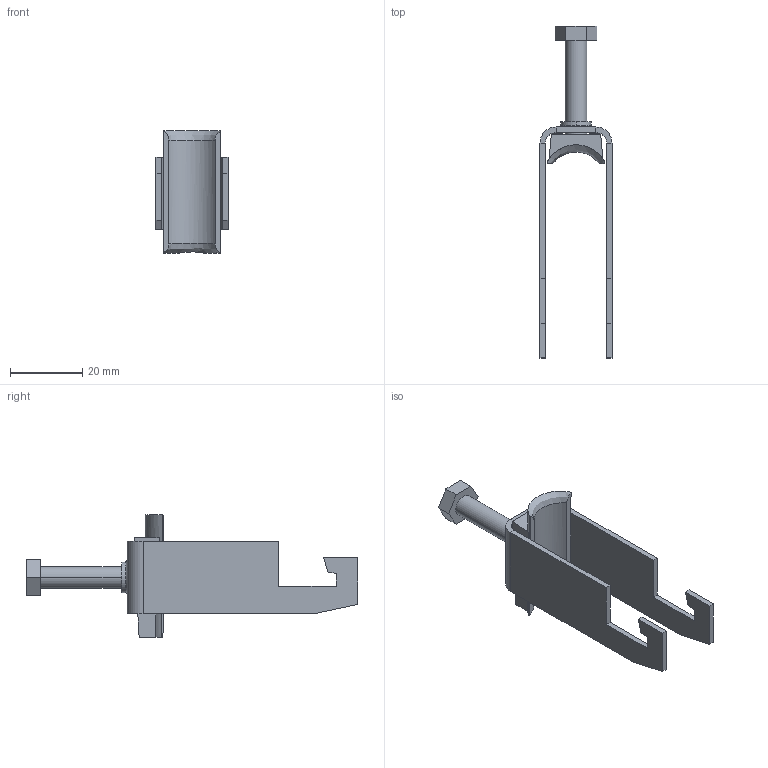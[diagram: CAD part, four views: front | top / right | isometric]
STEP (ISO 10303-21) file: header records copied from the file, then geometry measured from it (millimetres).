
FILE_DESCRIPTION (( 'STEP AP214' ), '1' );
FILE_NAME ('1176161.stp', '2019-11-27T08:16:48', ( '' ), ( '' ), 'SwSTEP 2.0', 'SolidWorks 2018', '' );
FILE_SCHEMA (( 'AUTOMOTIVE_DESIGN' ));
Length unit declared in the file: millimetre
Products named in the file (5): EB101-03-02_Standard; EB101-00-04_Standard; EB101-00-03_M6 x 26; 1176161; EB401-03-01_2 fach
Assembly tree (4 placements, depth 2):
  1176161
    EB401-03-01_2 fach
    EB101-00-03_M6 x 26
    EB101-00-04_Standard
    EB101-03-02_Standard
Bounding box: 20 x 92 x 34.03 mm (x, y, z)
Volume: 6344.4 mm3; surface area: 8769.4 mm2
Topology: 4 solids, 4 shells, 157 faces, 395 edges, 252 vertices
Faces by surface type: plane 127, cylinder 20, torus 6, cone 2, bspline 2
Entity records: 5110 total; most frequent: CARTESIAN_POINT 1122, ORIENTED_EDGE 790, DIRECTION 764, EDGE_CURVE 395, LINE 316, VECTOR 316, VERTEX_POINT 252, AXIS2_PLACEMENT_3D 224
